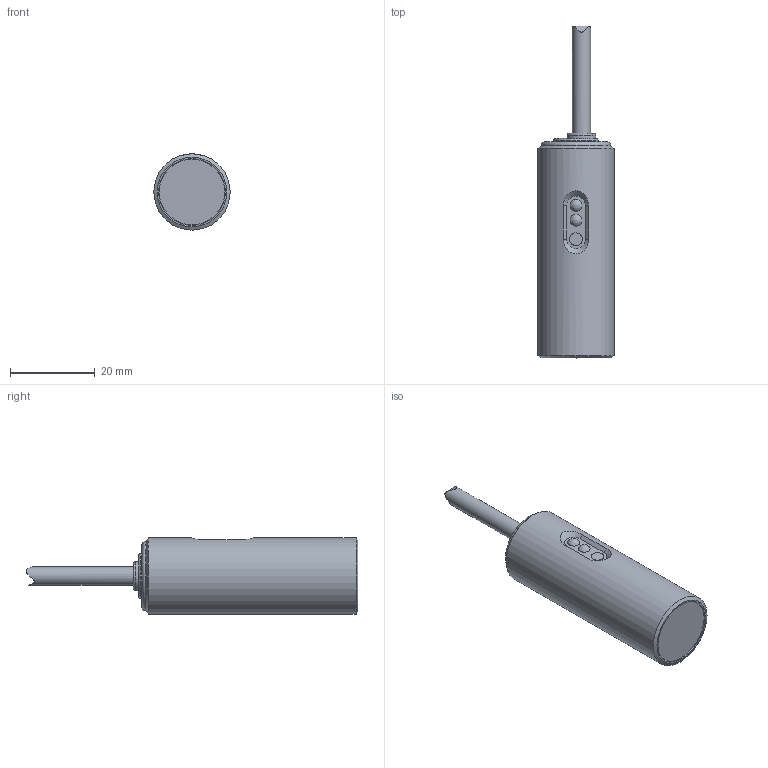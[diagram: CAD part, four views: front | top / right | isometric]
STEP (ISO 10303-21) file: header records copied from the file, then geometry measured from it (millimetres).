
FILE_DESCRIPTION (( 'STEP AP214' ), '1' );
FILE_NAME ('C18D-0N-1A.STEP', '2018-04-19T18:44:56', ( '' ), ( '' ), 'SwSTEP 2.0', 'SolidWorks 2017', '' );
FILE_SCHEMA (( 'AUTOMOTIVE_DESIGN' ));
Length unit declared in the file: inch
Products named in the file (1): C18D-0N-1A
Bounding box: 18 x 78.35 x 18 mm (x, y, z)
Volume: 13268.4 mm3; surface area: 3728.9 mm2
Topology: 1 solids, 1 shells, 26 faces, 53 edges, 38 vertices
Faces by surface type: plane 10, bspline 6, cylinder 5, cone 5
Full cylindrical faces by diameter (mm): 4.308 x1, 6.8 x1, 10.5 x1, 16.4 x1, 18 x1
Entity records: 1209 total; most frequent: CARTESIAN_POINT 729, DIRECTION 78, ORIENTED_EDGE 74, EDGE_LOOP 46, EDGE_CURVE 37, AXIS2_PLACEMENT_3D 35, FACE_OUTER_BOUND 34, VERTEX_POINT 33
